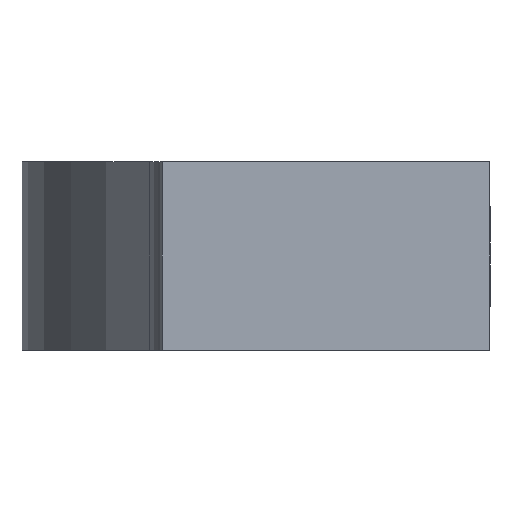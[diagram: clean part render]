
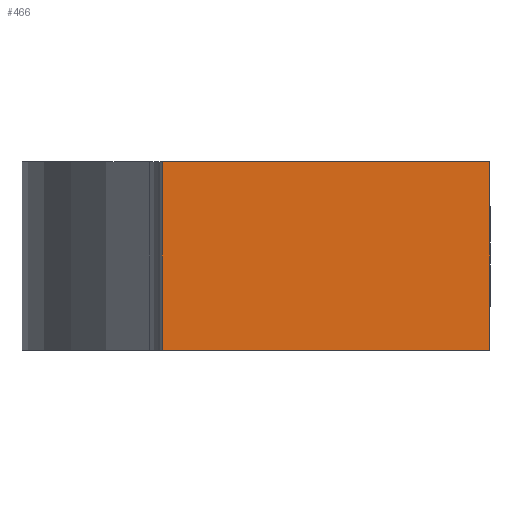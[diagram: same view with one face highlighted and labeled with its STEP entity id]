
A CAD part, left-side view. The second image highlights one B-rep face of the part: STEP entity #466.
In plain terms, the highlighted planar face has unit normal (-1, 0, 0).
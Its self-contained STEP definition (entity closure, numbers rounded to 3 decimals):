
#26=PLANE('',#517);
#49=FACE_OUTER_BOUND('',#77,.T.);
#77=EDGE_LOOP('',(#398,#399,#400,#401));
#93=LINE('',#689,#143);
#111=LINE('',#739,#161);
#114=LINE('',#745,#164);
#118=LINE('',#752,#168);
#143=VECTOR('',#558,10.);
#161=VECTOR('',#600,10.);
#164=VECTOR('',#607,10.);
#168=VECTOR('',#615,10.);
#212=VERTEX_POINT('',#686);
#213=VERTEX_POINT('',#688);
#233=VERTEX_POINT('',#737);
#234=VERTEX_POINT('',#744);
#259=EDGE_CURVE('',#213,#212,#93,.F.);
#284=EDGE_CURVE('',#233,#212,#111,.F.);
#287=EDGE_CURVE('',#234,#213,#114,.F.);
#291=EDGE_CURVE('',#233,#234,#118,.T.);
#398=ORIENTED_EDGE('',*,*,#259,.T.);
#399=ORIENTED_EDGE('',*,*,#284,.F.);
#400=ORIENTED_EDGE('',*,*,#291,.T.);
#401=ORIENTED_EDGE('',*,*,#287,.T.);
#466=ADVANCED_FACE('',(#49),#26,.T.);
#517=AXIS2_PLACEMENT_3D('',#766,#623,#624);
#558=DIRECTION('',(0.,0.,1.));
#600=DIRECTION('',(0.,-1.,0.));
#607=DIRECTION('',(0.,-1.,0.));
#615=DIRECTION('',(0.,0.,1.));
#623=DIRECTION('center_axis',(-1.,0.,0.));
#624=DIRECTION('ref_axis',(0.,-1.,0.));
#686=CARTESIAN_POINT('',(-15.,20.,-4.));
#688=CARTESIAN_POINT('',(-15.,20.,0.027));
#689=CARTESIAN_POINT('',(-15.,20.,-2.));
#737=CARTESIAN_POINT('',(-15.,13.,-4.));
#739=CARTESIAN_POINT('',(-15.,19.75,-4.));
#744=CARTESIAN_POINT('',(-15.,13.,0.027));
#745=CARTESIAN_POINT('',(-15.,17.5,0.027));
#752=CARTESIAN_POINT('',(-15.,13.,0.));
#766=CARTESIAN_POINT('Origin',(-15.,22.,0.));
